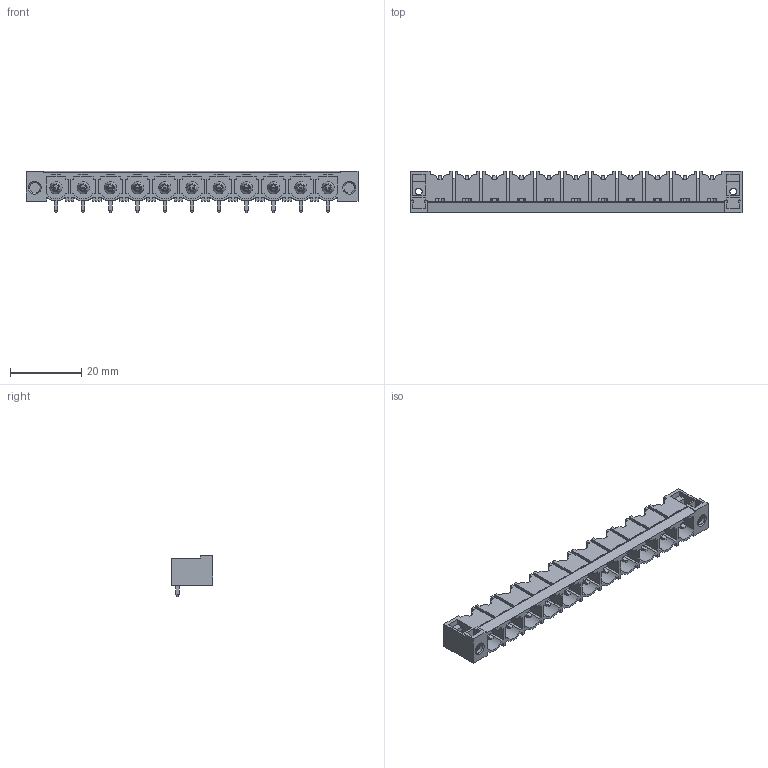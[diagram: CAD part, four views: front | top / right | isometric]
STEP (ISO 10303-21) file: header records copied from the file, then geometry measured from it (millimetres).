
FILE_DESCRIPTION(('CATIA V5 STEP Exchange','CAx-IF Rec.Pracs.--- Model Styling and Organization---1.2---2011-12-15'),'2;1');
FILE_NAME ('D1448666_0_1124390000_1124390000.stp','2018-11-14T13:56:00+00:00',('none'),('Weidmueller'),'CATIA Version 5-6 Release 2014','CATIA V5 STEP AP214','none');
FILE_SCHEMA(('AUTOMOTIVE_DESIGN { 1 0 10303 214 1 1 1 1 }'));
Length unit declared in the file: millimetre
Products named in the file (1): 1124390000
Bounding box: 93 x 11.75 x 11.6 mm (x, y, z)
Volume: 3514.7 mm3; surface area: 8360.4 mm2
Topology: 12 solids, 12 shells, 851 faces, 2367 edges, 1542 vertices
Faces by surface type: plane 699, cylinder 100, cone 30, torus 22
Entity records: 24283 total; most frequent: ORIENTED_EDGE 4734, CARTESIAN_POINT 4451, DIRECTION 3053, EDGE_CURVE 2345, VECTOR 1961, LINE 1961, VERTEX_POINT 1498, EDGE_LOOP 909
